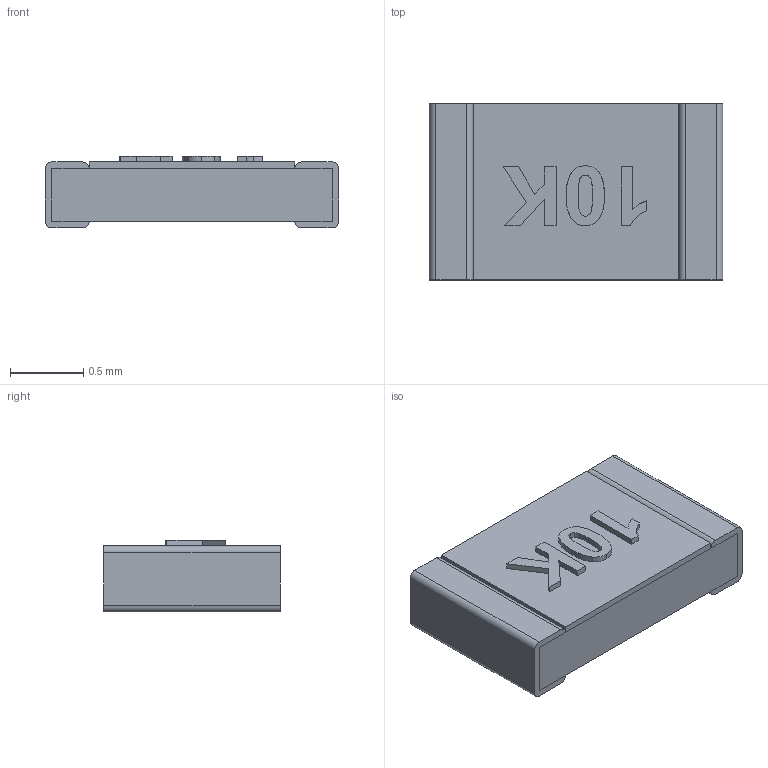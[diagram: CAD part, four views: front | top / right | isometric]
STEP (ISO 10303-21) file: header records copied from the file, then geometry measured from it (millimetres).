
FILE_DESCRIPTION(('FreeCAD Model'),'2;1');
FILE_NAME('Open CASCADE Shape Model','2022-10-06T22:57:29',('Author'),( ''),'Open CASCADE STEP processor 7.4','FreeCAD','Unknown');
FILE_SCHEMA(('AUTOMOTIVE_DESIGN { 1 0 10303 214 1 1 1 1 }'));
Length unit declared in the file: millimetre
Products named in the file (1): (Unsaved)
Bounding box: 2 x 1.2 x 0.49 mm (x, y, z)
Volume: 1 mm3; surface area: 7.9 mm2
Topology: 1 solids, 1 shells, 70 faces, 188 edges, 124 vertices
Faces by surface type: plane 39, bspline 23, cylinder 8
Entity records: 2601 total; most frequent: CARTESIAN_POINT 774, ORIENTED_EDGE 376, DIRECTION 254, EDGE_CURVE 188, LINE 126, VECTOR 126, VERTEX_POINT 124, FACE_BOUND 74
